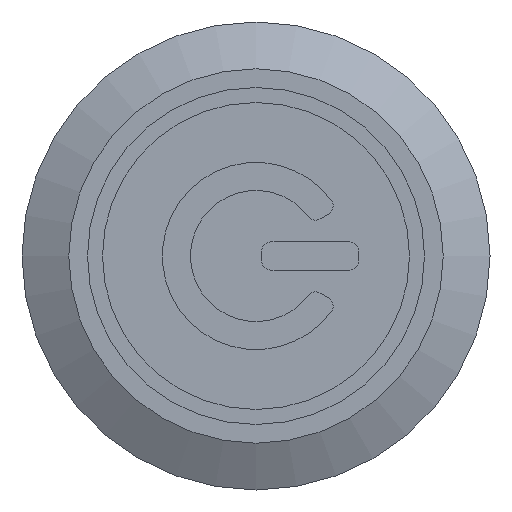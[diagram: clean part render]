
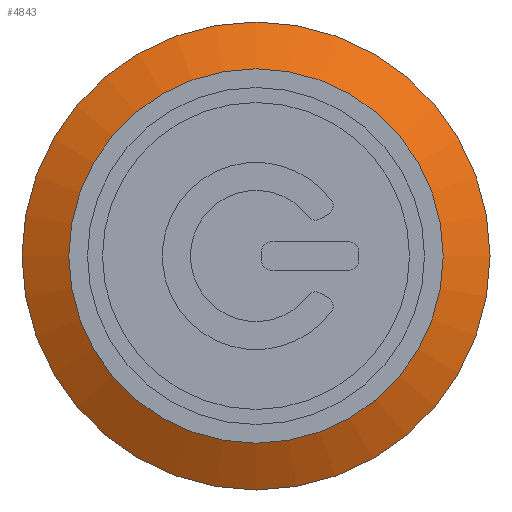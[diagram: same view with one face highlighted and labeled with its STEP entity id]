
A CAD part, left-side view. The second image highlights one B-rep face of the part: STEP entity #4843.
In plain terms, the highlighted conical face has half-angle 62.526 degrees and reference radius 11.25 mm.
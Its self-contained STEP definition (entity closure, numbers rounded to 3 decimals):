
#17=CONICAL_SURFACE('',#5313,11.25,1.091);
#412=FACE_OUTER_BOUND('',#702,.T.);
#702=EDGE_LOOP('',(#4331,#4332,#4333,#4334,#4335,#4336));
#1189=LINE('',#8325,#1678);
#1678=VECTOR('',#6679,11.25);
#1888=CIRCLE('',#5314,10.);
#1889=CIRCLE('',#5315,10.);
#1890=CIRCLE('',#5316,12.5);
#1891=CIRCLE('',#5317,12.5);
#2311=VERTEX_POINT('',#8320);
#2312=VERTEX_POINT('',#8321);
#2313=VERTEX_POINT('',#8324);
#2314=VERTEX_POINT('',#8326);
#2996=EDGE_CURVE('',#2311,#2312,#1888,.T.);
#2997=EDGE_CURVE('',#2312,#2311,#1889,.T.);
#2998=EDGE_CURVE('',#2312,#2313,#1189,.T.);
#2999=EDGE_CURVE('',#2314,#2313,#1890,.T.);
#3000=EDGE_CURVE('',#2313,#2314,#1891,.T.);
#4331=ORIENTED_EDGE('',*,*,#2996,.F.);
#4332=ORIENTED_EDGE('',*,*,#2997,.F.);
#4333=ORIENTED_EDGE('',*,*,#2998,.T.);
#4334=ORIENTED_EDGE('',*,*,#2999,.F.);
#4335=ORIENTED_EDGE('',*,*,#3000,.F.);
#4336=ORIENTED_EDGE('',*,*,#2998,.F.);
#4843=ADVANCED_FACE('',(#412),#17,.T.);
#5313=AXIS2_PLACEMENT_3D('',#8319,#6673,#6674);
#5314=AXIS2_PLACEMENT_3D('',#8322,#6675,#6676);
#5315=AXIS2_PLACEMENT_3D('',#8323,#6677,#6678);
#5316=AXIS2_PLACEMENT_3D('',#8327,#6680,#6681);
#5317=AXIS2_PLACEMENT_3D('',#8328,#6682,#6683);
#6673=DIRECTION('center_axis',(1.,0.,0.));
#6674=DIRECTION('ref_axis',(0.,1.,0.));
#6675=DIRECTION('center_axis',(-1.,0.,0.));
#6676=DIRECTION('ref_axis',(0.,1.,0.));
#6677=DIRECTION('center_axis',(-1.,0.,0.));
#6678=DIRECTION('ref_axis',(0.,1.,0.));
#6679=DIRECTION('',(0.461,-0.887,0.));
#6680=DIRECTION('center_axis',(1.,0.,0.));
#6681=DIRECTION('ref_axis',(0.,0.,1.));
#6682=DIRECTION('center_axis',(1.,0.,0.));
#6683=DIRECTION('ref_axis',(0.,0.,1.));
#8319=CARTESIAN_POINT('Origin',(-1.15,0.,0.));
#8320=CARTESIAN_POINT('',(-1.8,10.,0.));
#8321=CARTESIAN_POINT('',(-1.8,-10.,0.));
#8322=CARTESIAN_POINT('Origin',(-1.8,0.,0.));
#8323=CARTESIAN_POINT('Origin',(-1.8,0.,0.));
#8324=CARTESIAN_POINT('',(-0.5,-12.5,0.));
#8325=CARTESIAN_POINT('',(-1.15,-11.25,0.));
#8326=CARTESIAN_POINT('',(-0.5,0.,-12.5));
#8327=CARTESIAN_POINT('Origin',(-0.5,0.,0.));
#8328=CARTESIAN_POINT('Origin',(-0.5,0.,0.));
